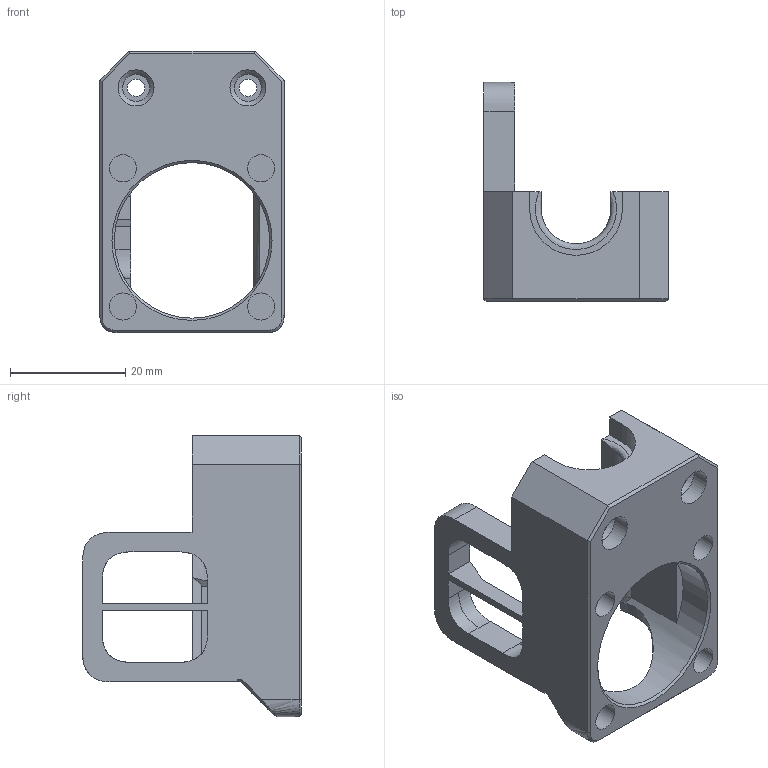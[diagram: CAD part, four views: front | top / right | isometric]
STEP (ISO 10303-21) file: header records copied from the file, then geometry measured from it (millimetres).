
FILE_DESCRIPTION(/* description */ ('STEP AP242','CAx-IF Rec.Pracs.---Representation and Presentation of Product Manufacturing Information (PMI)---4.0---2014-10-13','CAx-IF Rec.Pracs.---3D Tessellated Geometry---0.4---2014-09-14','2;1'),/* implementation_level */ '2;1');
FILE_NAME(/* name */ '635eb61bfc832d756ab2745c',/* time_stamp */ '2022-10-30T17:36:27+00:00',/* author */ (''),/* organization */ (''),/* preprocessor_version */ 'ST-DEVELOPER v18.102',/* originating_system */ ' ',/* authorisation */ ' ');
FILE_SCHEMA (('AP242_MANAGED_MODEL_BASED_3D_ENGINEERING_MIM_LF { 1 0 10303 442 1 1 4 }'));
Length unit declared in the file: metre
Products named in the file (1): Front_Clamp
Bounding box: 32 x 38 x 48.8 mm (x, y, z)
Volume: 13572.8 mm3; surface area: 7555.1 mm2
Topology: 1 solids, 1 shells, 100 faces, 268 edges, 173 vertices
Faces by surface type: plane 59, bspline 18, cylinder 17, cone 6
Full cylindrical faces by diameter (mm): 3 x2, 4.7 x6, 6.25 x2, 27 x1
Entity records: 3485 total; most frequent: CARTESIAN_POINT 1161, ORIENTED_EDGE 494, DIRECTION 410, EDGE_CURVE 247, VERTEX_POINT 166, LINE 150, VECTOR 150, AXIS2_PLACEMENT_3D 130
